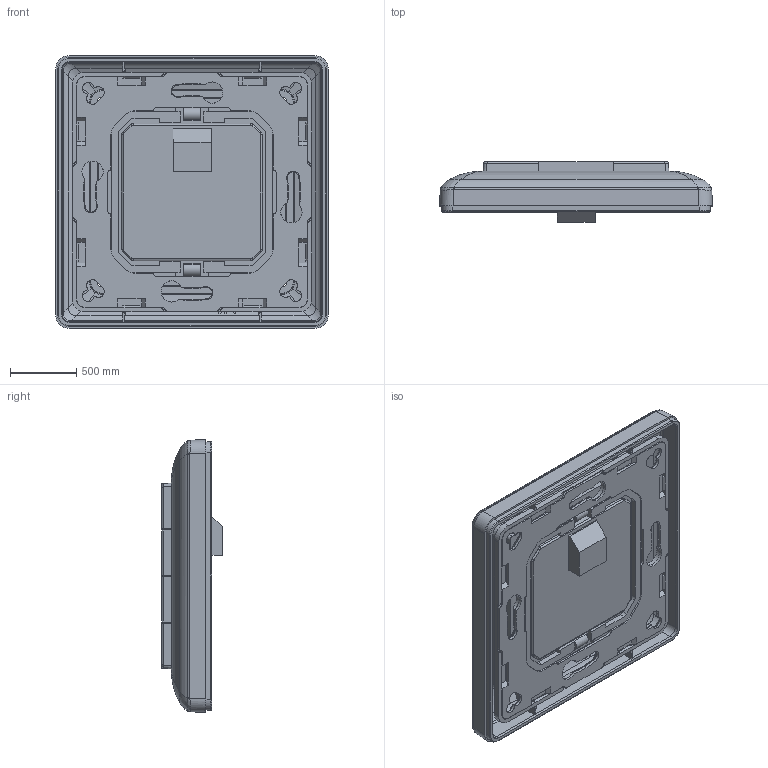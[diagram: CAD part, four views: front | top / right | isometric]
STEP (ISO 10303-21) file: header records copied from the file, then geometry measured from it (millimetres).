
FILE_DESCRIPTION((''),'2;1');
FILE_NAME('ASM0001_ASM_53_ASM_3_ASM_1_ASM','2025-01-20T16:02:19',('86181'),(''),'CREO PARAMETRIC BY PTC INC, 2018050','CREO PARAMETRIC BY PTC INC, 2018050','');
FILE_SCHEMA(('AUTOMOTIVE_DESIGN { 1 0 10303 214 1 1 1 1 }'));
Length unit declared in the file: inch
Products named in the file (13): PCB_17_1_1; WALL-BRACKET_19_1_1_1; WALL-BRACKET_19_1_2_1; WALL-BRACKET_19_1_3_1; WALL-BRACKET_19_1_ASM_1_ASM; TOP-1_2_3_1; MP_1_1_1; BOTTOM-2_5_1_1; MT_1_1_1; H151041-2_3_1_1; KEY-8_1_1; PRT0001; ASM0001_ASM_53_ASM_3_ASM_1_ASM
Assembly tree (12 placements, depth 3):
  ASM0001_ASM_53_ASM_3_ASM_1_ASM
    PCB_17_1_1
    WALL-BRACKET_19_1_ASM_1_ASM
      WALL-BRACKET_19_1_1_1
      WALL-BRACKET_19_1_2_1
      WALL-BRACKET_19_1_3_1
    TOP-1_2_3_1
    MP_1_1_1
    BOTTOM-2_5_1_1
    MT_1_1_1
    H151041-2_3_1_1
    KEY-8_1_1
    PRT0001
Bounding box: 2055.63 x 454.66 x 2055.63 mm (x, y, z)
Volume: 1093686018.5 mm3; surface area: 30986044.9 mm2
Topology: 11 solids, 23 shells, 1203 faces, 3465 edges, 2312 vertices
Faces by surface type: plane 803, cylinder 288, bspline 76, cone 32, torus 4
Entity records: 47010 total; most frequent: CARTESIAN_POINT 11840, ORIENTED_EDGE 6930, DIRECTION 6083, EDGE_CURVE 3465, VECTOR 2487, LINE 2487, VERTEX_POINT 2312, AXIS2_PLACEMENT_3D 1798
